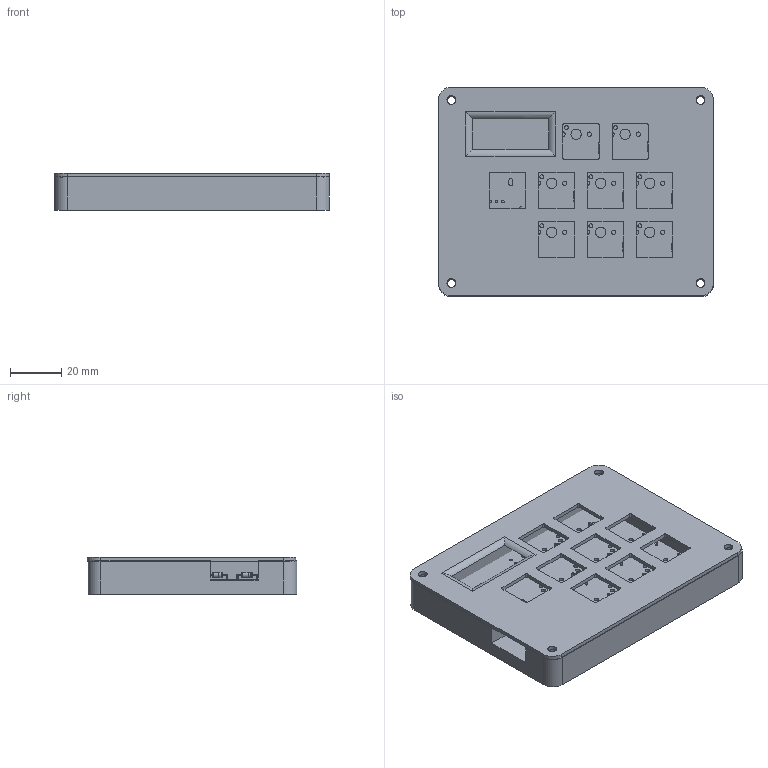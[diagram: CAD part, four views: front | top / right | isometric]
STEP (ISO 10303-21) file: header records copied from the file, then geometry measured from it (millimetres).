
FILE_DESCRIPTION(/* description */ (''),/* implementation_level */ '2;1');
FILE_NAME(/* name */ 'TODO JUNTO PARA SUBIR.step',/* time_stamp */ '2025-12-06T14:27:49-05:00',/* author */ (''),/* organization */ (''),/* preprocessor_version */ 'ST-DEVELOPER v20.1',/* originating_system */ 'Autodesk Translation Framework v14.21.0.0',/* authorisation */ '');
FILE_SCHEMA (('AUTOMOTIVE_DESIGN { 1 0 10303 214 3 1 1 }'));
Length unit declared in the file: millimetre
Products named in the file (6): 2025-12-05-23-46-34-002; 2025-12-05-23-49-04-781; MultiPad 1; MultiPad_PCB; D_DO-35_SOD27_P7.62mm_Horizontal; 2025-12-06-00-44-13-608
Assembly tree (13 placements, depth 3):
  2025-12-05-23-46-34-002
    2025-12-05-23-49-04-781
    MultiPad 1
      D_DO-35_SOD27_P7.62mm_Horizontal  x9
      MultiPad_PCB
    2025-12-06-00-44-13-608
Bounding box: 106.82 x 81.47 x 14.53 mm (x, y, z)
Volume: 73254 mm3; surface area: 51651.1 mm2
Topology: 21 solids, 21 shells, 693 faces, 1800 edges, 1194 vertices
Faces by surface type: plane 274, cylinder 199, bspline 184, torus 36
Full cylindrical faces by diameter (mm): 0.5 x27, 0.8 x18, 0.889 x14, 1 x9, 1.5 x16, 1.7 x16, 2 x18, 2.02 x9, 3.4 x8, 4 x8, 6 x4
Entity records: 20562 total; most frequent: CARTESIAN_POINT 6338, ORIENTED_EDGE 3152, DIRECTION 2316, EDGE_CURVE 1576, VERTEX_POINT 1050, LINE 900, VECTOR 900, EDGE_LOOP 796
